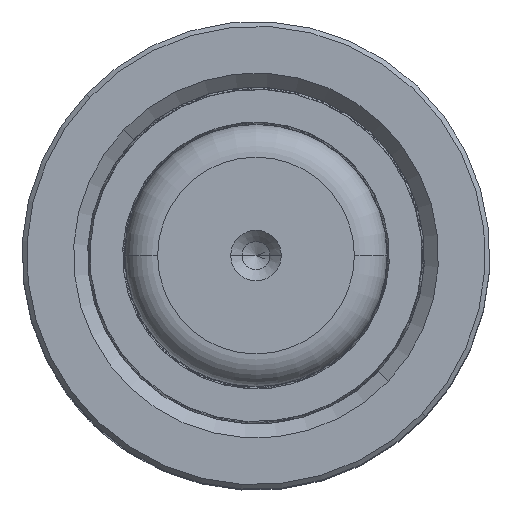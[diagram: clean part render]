
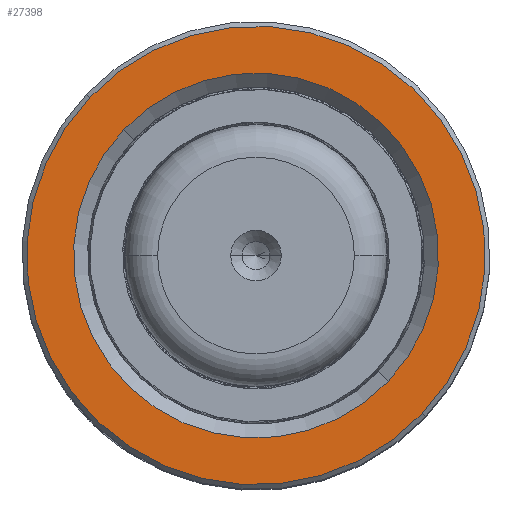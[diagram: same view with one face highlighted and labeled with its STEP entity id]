
A CAD part, top view. The second image highlights one B-rep face of the part: STEP entity #27398.
In plain terms, the highlighted planar face has unit normal (0, 0, 1).
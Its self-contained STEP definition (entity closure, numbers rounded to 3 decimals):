
#480 = DIRECTION ( 'NONE',  ( 1., 0., 0. ) ) ;
#884 = DIRECTION ( 'NONE',  ( 0., 0., 1. ) ) ;
#2501 = FACE_OUTER_BOUND ( 'NONE', #4859, .T. ) ;
#3035 = VERTEX_POINT ( 'NONE', #3273 ) ;
#3105 = AXIS2_PLACEMENT_3D ( 'NONE', #3806, #23711, #11757 ) ;
#3273 = CARTESIAN_POINT ( 'NONE',  ( 24.5, 0., 60. ) ) ;
#3806 = CARTESIAN_POINT ( 'NONE',  ( 0., 0., 60. ) ) ;
#4859 = EDGE_LOOP ( 'NONE', ( #36504, #20942 ) ) ;
#5117 = AXIS2_PLACEMENT_3D ( 'NONE', #12782, #884, #46955 ) ;
#6815 = EDGE_CURVE ( 'NONE', #18582, #25943, #14703, .T. ) ;
#7326 = CARTESIAN_POINT ( 'NONE',  ( -19.5, 0., 60. ) ) ;
#11283 = EDGE_CURVE ( 'NONE', #25943, #18582, #41790, .T. ) ;
#11757 = DIRECTION ( 'NONE',  ( 1., 0., 0. ) ) ;
#12035 = CARTESIAN_POINT ( 'NONE',  ( 0., 0., 60. ) ) ;
#12782 = CARTESIAN_POINT ( 'NONE',  ( 0., 0., 60. ) ) ;
#13868 = DIRECTION ( 'NONE',  ( 0., 0., 1. ) ) ;
#14127 = DIRECTION ( 'NONE',  ( 0., 0., 1. ) ) ;
#14224 = DIRECTION ( 'NONE',  ( 1., 0., 0. ) ) ;
#14703 = CIRCLE ( 'NONE', #3105, 19.5 ) ;
#18582 = VERTEX_POINT ( 'NONE', #42681 ) ;
#19663 = CARTESIAN_POINT ( 'NONE',  ( -24.5, 0., 60. ) ) ;
#20942 = ORIENTED_EDGE ( 'NONE', *, *, #25008, .T. ) ;
#21473 = CARTESIAN_POINT ( 'NONE',  ( 0., 0., 60. ) ) ;
#22628 = ORIENTED_EDGE ( 'NONE', *, *, #6815, .T. ) ;
#23648 = DIRECTION ( 'NONE',  ( 0., 0., -1. ) ) ;
#23711 = DIRECTION ( 'NONE',  ( 0., 0., -1. ) ) ;
#25008 = EDGE_CURVE ( 'NONE', #3035, #30186, #44493, .T. ) ;
#25352 = EDGE_LOOP ( 'NONE', ( #22628, #42260 ) ) ;
#25728 = DIRECTION ( 'NONE',  ( 1., 0., 0. ) ) ;
#25817 = PLANE ( 'NONE',  #26804 ) ;
#25943 = VERTEX_POINT ( 'NONE', #7326 ) ;
#26804 = AXIS2_PLACEMENT_3D ( 'NONE', #33431, #13868, #14224 ) ;
#27398 = ADVANCED_FACE ( 'NONE', ( #2501, #48749 ), #25817, .T. ) ;
#30186 = VERTEX_POINT ( 'NONE', #19663 ) ;
#33431 = CARTESIAN_POINT ( 'NONE',  ( 0., 0., 60. ) ) ;
#34929 = CIRCLE ( 'NONE', #5117, 24.5 ) ;
#36504 = ORIENTED_EDGE ( 'NONE', *, *, #37880, .T. ) ;
#36849 = AXIS2_PLACEMENT_3D ( 'NONE', #21473, #14127, #25728 ) ;
#37880 = EDGE_CURVE ( 'NONE', #30186, #3035, #34929, .T. ) ;
#41790 = CIRCLE ( 'NONE', #49046, 19.5 ) ;
#42260 = ORIENTED_EDGE ( 'NONE', *, *, #11283, .T. ) ;
#42681 = CARTESIAN_POINT ( 'NONE',  ( 19.5, 0., 60. ) ) ;
#44493 = CIRCLE ( 'NONE', #36849, 24.5 ) ;
#46955 = DIRECTION ( 'NONE',  ( 1., 0., 0. ) ) ;
#48749 = FACE_BOUND ( 'NONE', #25352, .T. ) ;
#49046 = AXIS2_PLACEMENT_3D ( 'NONE', #12035, #23648, #480 ) ;
